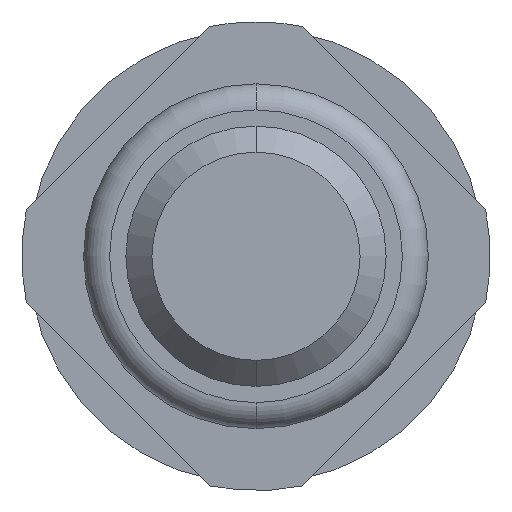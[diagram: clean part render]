
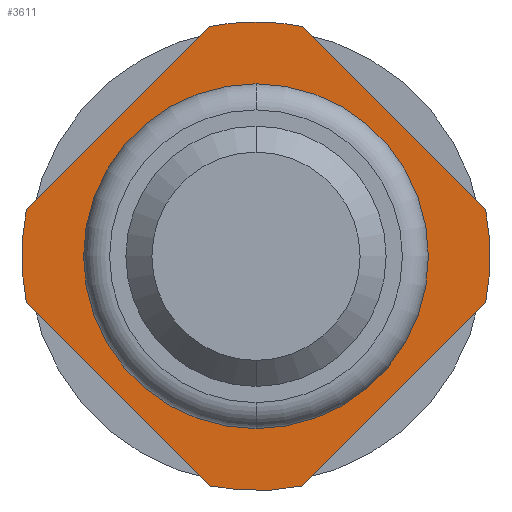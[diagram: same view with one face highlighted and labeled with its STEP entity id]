
A CAD part, front view. The second image highlights one B-rep face of the part: STEP entity #3611.
In plain terms, the highlighted planar face has unit normal (0, -1, 0).
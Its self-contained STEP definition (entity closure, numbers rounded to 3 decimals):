
#29 = EDGE_LOOP ( 'NONE', ( #3127, #3278 ) ) ;
#32 = AXIS2_PLACEMENT_3D ( 'NONE', #1352, #2804, #1085 ) ;
#55 = EDGE_CURVE ( 'Defeature ausgef�hrt3_0+Defeature ausgef�hrt3_12+Defeature ausgef�hrt3_12+Defeature ausgef�hrt3_12', #821, #3481, #1732, .T. ) ;
#140 = DIRECTION ( 'NONE',  ( 0., 1., 0. ) ) ;
#142 = EDGE_CURVE ( 'Defeature ausgef�hrt3_3+Defeature ausgef�hrt3_0+Defeature ausgef�hrt3_16+Defeature ausgef�hrt3_17', #927, #1043, #983, .T. ) ;
#146 = CARTESIAN_POINT ( 'NONE',  ( -0.161, -2., -1.961 ) ) ;
#185 = VERTEX_POINT ( 'NONE', #1935 ) ;
#201 = DIRECTION ( 'NONE',  ( 0., 0., 1. ) ) ;
#216 = EDGE_CURVE ( 'Defeature ausgef�hrt3_18+Defeature ausgef�hrt3_0+Defeature ausgef�hrt3_2+Defeature ausgef�hrt3_1', #2440, #3522, #345, .T. ) ;
#250 = DIRECTION ( 'NONE',  ( 0., 1., 0. ) ) ;
#295 = CARTESIAN_POINT ( 'NONE',  ( 0., -2., 0. ) ) ;
#304 = DIRECTION ( 'NONE',  ( 0., 0., 1. ) ) ;
#345 = LINE ( 'NONE', #1982, #622 ) ;
#514 = DIRECTION ( 'NONE',  ( 0., 1., 0. ) ) ;
#622 = VECTOR ( 'NONE', #1969, 1000. ) ;
#729 = CARTESIAN_POINT ( 'NONE',  ( -1.764, -2., 0.357 ) ) ;
#739 = EDGE_CURVE ( 'Defeature ausgef�hrt3_0+Defeature ausgef�hrt3_12+Defeature ausgef�hrt3_12+Defeature ausgef�hrt3_12', #3481, #821, #2521, .T. ) ;
#769 = LINE ( 'NONE', #146, #1271 ) ;
#797 = AXIS2_PLACEMENT_3D ( 'NONE', #2001, #250, #3148 ) ;
#809 = EDGE_CURVE ( 'Defeature ausgef�hrt3_15+Defeature ausgef�hrt3_0+Defeature ausgef�hrt3_1+Defeature ausgef�hrt3_4', #3038, #2330, #2253, .T. ) ;
#821 = VERTEX_POINT ( 'NONE', #2902 ) ;
#836 = VECTOR ( 'NONE', #2881, 1000. ) ;
#903 = CIRCLE ( 'NONE', #2845, 1.8 ) ;
#914 = CARTESIAN_POINT ( 'NONE',  ( -0.357, -2., 1.764 ) ) ;
#927 = VERTEX_POINT ( 'NONE', #2130 ) ;
#983 = CIRCLE ( 'NONE', #32, 1.8 ) ;
#984 = CARTESIAN_POINT ( 'NONE',  ( 0.357, -2., -1.764 ) ) ;
#1000 = EDGE_CURVE ( 'Defeature ausgef�hrt3_4+Defeature ausgef�hrt3_0+Defeature ausgef�hrt3_15+Defeature ausgef�hrt3_16', #2330, #2584, #1682, .T. ) ;
#1043 = VERTEX_POINT ( 'NONE', #729 ) ;
#1079 = EDGE_CURVE ( 'Defeature ausgef�hrt3_2+Defeature ausgef�hrt3_0+Defeature ausgef�hrt3_17+Defeature ausgef�hrt3_18', #185, #2440, #1606, .T. ) ;
#1085 = DIRECTION ( 'NONE',  ( 0., 0., 1. ) ) ;
#1185 = FACE_BOUND ( 'NONE', #29, .T. ) ;
#1271 = VECTOR ( 'NONE', #1302, 1000. ) ;
#1302 = DIRECTION ( 'NONE',  ( -0.707, 0., 0.707 ) ) ;
#1322 = VECTOR ( 'NONE', #2817, 1000. ) ;
#1344 = DIRECTION ( 'NONE',  ( 0., 1., 0. ) ) ;
#1352 = CARTESIAN_POINT ( 'NONE',  ( 0., -2., 0. ) ) ;
#1367 = DIRECTION ( 'NONE',  ( 0., 0., 1. ) ) ;
#1381 = ORIENTED_EDGE ( 'NONE', *, *, #1079, .F. ) ;
#1467 = ORIENTED_EDGE ( 'NONE', *, *, #2041, .F. ) ;
#1471 = CARTESIAN_POINT ( 'NONE',  ( -0.357, -2., -1.764 ) ) ;
#1566 = AXIS2_PLACEMENT_3D ( 'NONE', #3607, #140, #1899 ) ;
#1578 = DIRECTION ( 'NONE',  ( 0., 1., 0. ) ) ;
#1606 = CIRCLE ( 'NONE', #3564, 1.8 ) ;
#1682 = CIRCLE ( 'NONE', #1566, 1.8 ) ;
#1686 = ORIENTED_EDGE ( 'NONE', *, *, #3140, .F. ) ;
#1701 = CIRCLE ( 'NONE', #2181, 1.8 ) ;
#1702 = CARTESIAN_POINT ( 'NONE',  ( -0.161, -2., 1.961 ) ) ;
#1732 = CIRCLE ( 'NONE', #2551, 1.325 ) ;
#1772 = ORIENTED_EDGE ( 'NONE', *, *, #142, .F. ) ;
#1822 = CARTESIAN_POINT ( 'NONE',  ( 0., -2., -1.325 ) ) ;
#1873 = CARTESIAN_POINT ( 'NONE',  ( 1.8, -2., 0. ) ) ;
#1899 = DIRECTION ( 'NONE',  ( 0., 0., 1. ) ) ;
#1905 = PLANE ( 'NONE',  #2029 ) ;
#1915 = CARTESIAN_POINT ( 'NONE',  ( 0.357, -2., 1.764 ) ) ;
#1922 = ORIENTED_EDGE ( 'NONE', *, *, #2428, .F. ) ;
#1935 = CARTESIAN_POINT ( 'NONE',  ( 0., -2., 1.8 ) ) ;
#1960 = CARTESIAN_POINT ( 'NONE',  ( 0., -2., 0. ) ) ;
#1969 = DIRECTION ( 'NONE',  ( 0.707, 0., -0.707 ) ) ;
#1982 = CARTESIAN_POINT ( 'NONE',  ( 1.961, -2., 0.161 ) ) ;
#2001 = CARTESIAN_POINT ( 'NONE',  ( 0., -2., 0. ) ) ;
#2029 = AXIS2_PLACEMENT_3D ( 'NONE', #1873, #2461, #2200 ) ;
#2041 = EDGE_CURVE ( 'Defeature ausgef�hrt3_17+Defeature ausgef�hrt3_0+Defeature ausgef�hrt3_3+Defeature ausgef�hrt3_2', #1043, #2550, #3562, .T. ) ;
#2042 = DIRECTION ( 'NONE',  ( 0., 1., 0. ) ) ;
#2108 = EDGE_LOOP ( 'NONE', ( #3342, #1381, #2316, #1467, #1772, #1686, #2862, #2560, #1922 ) ) ;
#2130 = CARTESIAN_POINT ( 'NONE',  ( -1.764, -2., -0.357 ) ) ;
#2166 = EDGE_CURVE ( 'Defeature ausgef�hrt3_2+Defeature ausgef�hrt3_0+Defeature ausgef�hrt3_17+Defeature ausgef�hrt3_18', #2550, #185, #903, .T. ) ;
#2181 = AXIS2_PLACEMENT_3D ( 'NONE', #2788, #1344, #1367 ) ;
#2200 = DIRECTION ( 'NONE',  ( 0., 0., 1. ) ) ;
#2253 = LINE ( 'NONE', #2933, #836 ) ;
#2316 = ORIENTED_EDGE ( 'NONE', *, *, #2166, .F. ) ;
#2330 = VERTEX_POINT ( 'NONE', #984 ) ;
#2414 = CARTESIAN_POINT ( 'NONE',  ( 0., -2., 0. ) ) ;
#2428 = EDGE_CURVE ( 'Defeature ausgef�hrt3_1+Defeature ausgef�hrt3_0+Defeature ausgef�hrt3_18+Defeature ausgef�hrt3_15', #3522, #3038, #1701, .T. ) ;
#2440 = VERTEX_POINT ( 'NONE', #1915 ) ;
#2461 = DIRECTION ( 'NONE',  ( 0., 1., 0. ) ) ;
#2521 = CIRCLE ( 'NONE', #797, 1.325 ) ;
#2550 = VERTEX_POINT ( 'NONE', #914 ) ;
#2551 = AXIS2_PLACEMENT_3D ( 'NONE', #2414, #1578, #2990 ) ;
#2560 = ORIENTED_EDGE ( 'NONE', *, *, #809, .F. ) ;
#2584 = VERTEX_POINT ( 'NONE', #1471 ) ;
#2788 = CARTESIAN_POINT ( 'NONE',  ( 0., -2., 0. ) ) ;
#2804 = DIRECTION ( 'NONE',  ( 0., 1., 0. ) ) ;
#2817 = DIRECTION ( 'NONE',  ( 0.707, 0., 0.707 ) ) ;
#2845 = AXIS2_PLACEMENT_3D ( 'NONE', #295, #2042, #304 ) ;
#2862 = ORIENTED_EDGE ( 'NONE', *, *, #1000, .F. ) ;
#2881 = DIRECTION ( 'NONE',  ( -0.707, 0., -0.707 ) ) ;
#2902 = CARTESIAN_POINT ( 'NONE',  ( 0., -2., 1.325 ) ) ;
#2913 = CARTESIAN_POINT ( 'NONE',  ( 1.764, -2., -0.357 ) ) ;
#2933 = CARTESIAN_POINT ( 'NONE',  ( 1.961, -2., -0.161 ) ) ;
#2990 = DIRECTION ( 'NONE',  ( 0., 0., 1. ) ) ;
#2999 = CARTESIAN_POINT ( 'NONE',  ( 1.764, -2., 0.357 ) ) ;
#3038 = VERTEX_POINT ( 'NONE', #2913 ) ;
#3127 = ORIENTED_EDGE ( 'NONE', *, *, #55, .T. ) ;
#3140 = EDGE_CURVE ( 'Defeature ausgef�hrt3_16+Defeature ausgef�hrt3_0+Defeature ausgef�hrt3_4+Defeature ausgef�hrt3_3', #2584, #927, #769, .T. ) ;
#3148 = DIRECTION ( 'NONE',  ( 0., 0., 1. ) ) ;
#3278 = ORIENTED_EDGE ( 'NONE', *, *, #739, .T. ) ;
#3342 = ORIENTED_EDGE ( 'NONE', *, *, #216, .F. ) ;
#3481 = VERTEX_POINT ( 'NONE', #1822 ) ;
#3522 = VERTEX_POINT ( 'NONE', #2999 ) ;
#3562 = LINE ( 'NONE', #1702, #1322 ) ;
#3564 = AXIS2_PLACEMENT_3D ( 'NONE', #1960, #514, #201 ) ;
#3565 = FACE_OUTER_BOUND ( 'NONE', #2108, .T. ) ;
#3607 = CARTESIAN_POINT ( 'NONE',  ( 0., -2., 0. ) ) ;
#3611 = ADVANCED_FACE ( 'Defeature ausgef�hrt3_0', ( #1185, #3565 ), #1905, .F. ) ;
